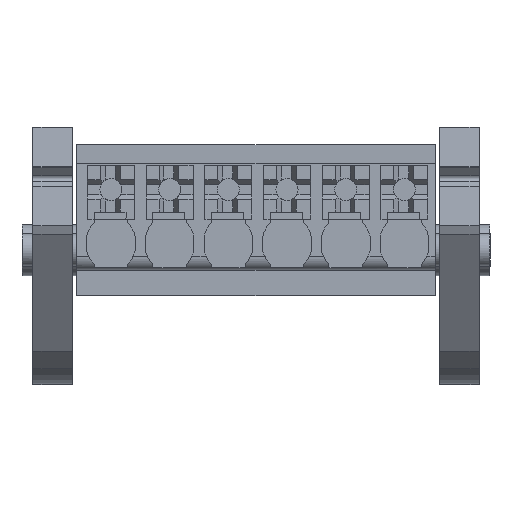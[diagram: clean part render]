
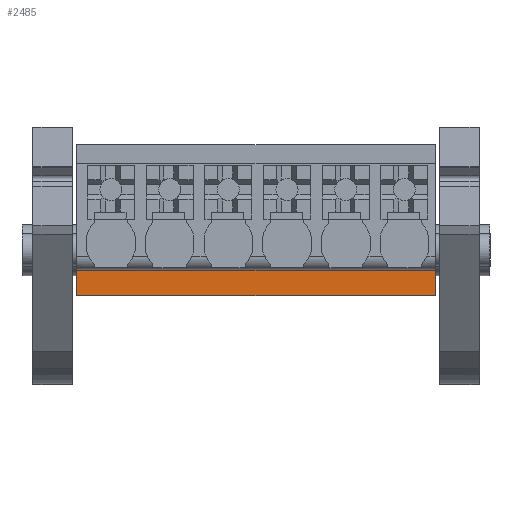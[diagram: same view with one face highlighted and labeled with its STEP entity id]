
A CAD part, top view. The second image highlights one B-rep face of the part: STEP entity #2485.
In plain terms, the highlighted planar face has unit normal (0, 0, 1).
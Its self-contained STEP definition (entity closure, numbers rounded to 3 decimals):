
#2465=AXIS2_PLACEMENT_3D('Plane Axis2P3D',#2462,#2463,#2464) ;
#105=CARTESIAN_POINT('Vertex',(3.25,5.297,20.4)) ;
#108=CARTESIAN_POINT('Line Origine',(3.25,6.06,20.4)) ;
#112=CARTESIAN_POINT('Vertex',(3.25,6.822,20.4)) ;
#2214=CARTESIAN_POINT('Vertex',(24.65,5.297,20.4)) ;
#2217=CARTESIAN_POINT('Line Origine',(13.95,5.297,20.4)) ;
#2462=CARTESIAN_POINT('Axis2P3D Location',(10.43,6.822,20.4)) ;
#2467=CARTESIAN_POINT('Line Origine',(24.65,6.059,20.4)) ;
#2471=CARTESIAN_POINT('Vertex',(24.65,6.822,20.4)) ;
#2474=CARTESIAN_POINT('Line Origine',(13.95,6.822,20.4)) ;
#109=DIRECTION('Vector Direction',(0.,1.,0.)) ;
#2218=DIRECTION('Vector Direction',(1.,0.,0.)) ;
#2463=DIRECTION('Axis2P3D Direction',(-0.,0.,1.)) ;
#2464=DIRECTION('Axis2P3D XDirection',(0.,-1.,0.)) ;
#2468=DIRECTION('Vector Direction',(0.,-1.,0.)) ;
#2475=DIRECTION('Vector Direction',(-1.,0.,0.)) ;
#110=VECTOR('Line Direction',#109,1.) ;
#2219=VECTOR('Line Direction',#2218,1.) ;
#2469=VECTOR('Line Direction',#2468,1.) ;
#2476=VECTOR('Line Direction',#2475,1.) ;
#2480=ORIENTED_EDGE('',*,*,#2221,.T.) ;
#2481=ORIENTED_EDGE('',*,*,#2473,.F.) ;
#2482=ORIENTED_EDGE('',*,*,#2478,.T.) ;
#2483=ORIENTED_EDGE('',*,*,#114,.T.) ;
#2485=ADVANCED_FACE('HOUSING',(#2484),#2466,.T.) ;
#114=EDGE_CURVE('',#113,#106,#111,.F.) ;
#2221=EDGE_CURVE('',#106,#2215,#2220,.T.) ;
#2473=EDGE_CURVE('',#2472,#2215,#2470,.T.) ;
#2478=EDGE_CURVE('',#2472,#113,#2477,.T.) ;
#2479=EDGE_LOOP('',(#2480,#2481,#2482,#2483)) ;
#2484=FACE_OUTER_BOUND('',#2479,.T.) ;
#111=LINE('Line',#108,#110) ;
#2220=LINE('Line',#2217,#2219) ;
#2470=LINE('Line',#2467,#2469) ;
#2477=LINE('Line',#2474,#2476) ;
#2466=PLANE('',#2465) ;
#106=VERTEX_POINT('',#105) ;
#113=VERTEX_POINT('',#112) ;
#2215=VERTEX_POINT('',#2214) ;
#2472=VERTEX_POINT('',#2471) ;
